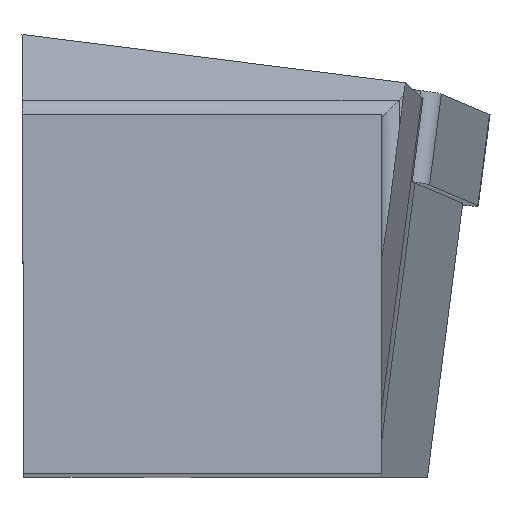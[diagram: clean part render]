
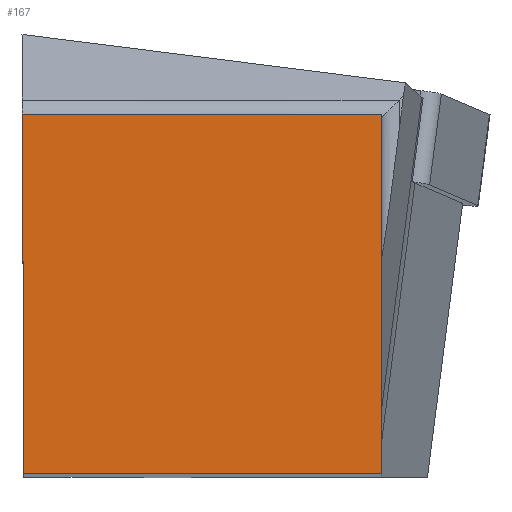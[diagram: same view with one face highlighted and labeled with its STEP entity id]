
A CAD part, top view. The second image highlights one B-rep face of the part: STEP entity #167.
In plain terms, the highlighted planar face has unit normal (0, 0, 1).
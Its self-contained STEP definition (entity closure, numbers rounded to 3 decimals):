
#131=FACE_OUTER_BOUND('',#372,.T.);
#167=ADVANCED_FACE('SHANK_FACE_BACK',(#131),#198,.F.);
#198=PLANE('',#855);
#252=LINE('',#1295,#317);
#254=LINE('',#1299,#319);
#257=LINE('',#1307,#322);
#258=LINE('',#1309,#323);
#317=VECTOR('',#1015,1.);
#319=VECTOR('',#1019,1.);
#322=VECTOR('',#1026,1.);
#323=VECTOR('',#1027,1.);
#372=EDGE_LOOP('',(#505,#506,#507,#508));
#505=ORIENTED_EDGE('',*,*,#703,.F.);
#506=ORIENTED_EDGE('',*,*,#701,.T.);
#507=ORIENTED_EDGE('',*,*,#707,.T.);
#508=ORIENTED_EDGE('',*,*,#708,.F.);
#622=VERTEX_POINT('',#1294);
#623=VERTEX_POINT('',#1296);
#624=VERTEX_POINT('',#1300);
#627=VERTEX_POINT('',#1308);
#701=EDGE_CURVE('',#623,#622,#252,.T.);
#703=EDGE_CURVE('',#623,#624,#254,.T.);
#707=EDGE_CURVE('',#622,#627,#257,.T.);
#708=EDGE_CURVE('',#624,#627,#258,.T.);
#855=AXIS2_PLACEMENT_3D('',#1310,#1028,#1029);
#1015=DIRECTION('',(1.,0.,0.));
#1019=DIRECTION('',(-0.004,1.,0.));
#1026=DIRECTION('',(0.,1.,0.));
#1027=DIRECTION('',(1.,0.,0.));
#1028=DIRECTION('',(0.,0.,-1.));
#1029=DIRECTION('',(-0.992,0.128,0.));
#1294=CARTESIAN_POINT('',(24.875,0.,0.));
#1295=CARTESIAN_POINT('',(-6.744,0.,0.));
#1296=CARTESIAN_POINT('',(0.109,0.,0.));
#1299=CARTESIAN_POINT('',(0.808,-160.194,0.));
#1300=CARTESIAN_POINT('',(0.,24.875,0.));
#1307=CARTESIAN_POINT('',(24.875,-6.744,0.));
#1308=CARTESIAN_POINT('',(24.875,24.875,0.));
#1309=CARTESIAN_POINT('',(-6.744,24.875,0.));
#1310=CARTESIAN_POINT('',(0.,0.,
0.));
